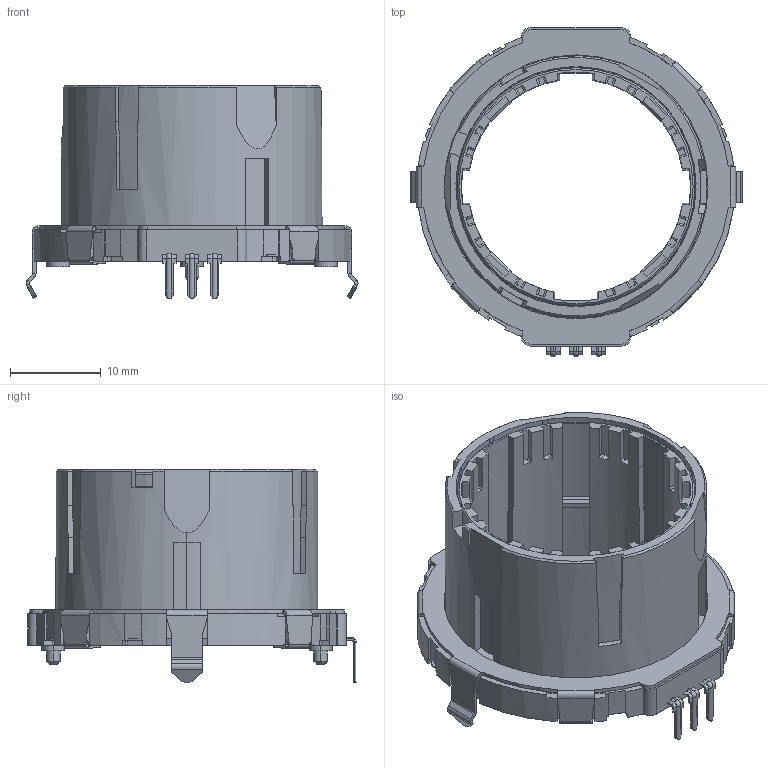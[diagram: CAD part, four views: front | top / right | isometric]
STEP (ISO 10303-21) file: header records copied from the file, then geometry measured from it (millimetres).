
FILE_DESCRIPTION (( 'STEP AP214' ), '1' );
FILE_NAME ('EC35A1520402.STEP', '2011-05-07T07:46:38', ( '' ), ( '' ), 'SwSTEP 2.0', 'SolidWorks 2007', '' );
FILE_SCHEMA (( 'AUTOMOTIVE_DESIGN' ));
Length unit declared in the file: millimetre
Products named in the file (1): EC35A1520402
Bounding box: 36.5 x 36.11 x 23.47 mm (x, y, z)
Volume: 4571.9 mm3; surface area: 5520.9 mm2
Topology: 1 solids, 17 shells, 936 faces, 2483 edges, 1588 vertices
Faces by surface type: plane 572, cylinder 313, bspline 20, torus 18, cone 13
Entity records: 39335 total; most frequent: CARTESIAN_POINT 6371, ORIENTED_EDGE 4966, DIRECTION 4746, EDGE_CURVE 2483, VERTEX_POINT 1588, AXIS2_PLACEMENT_3D 1587, VECTOR 1572, LINE 1572
